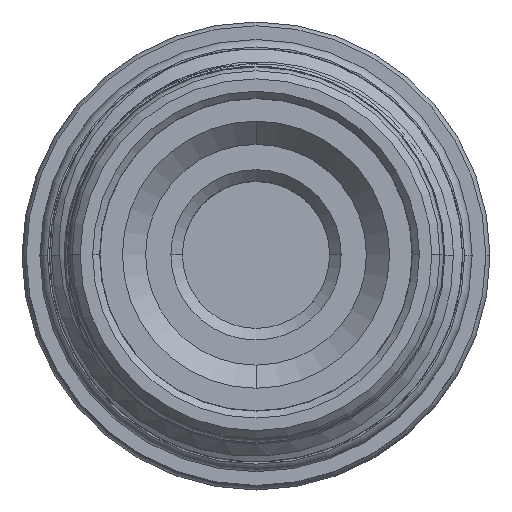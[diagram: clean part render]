
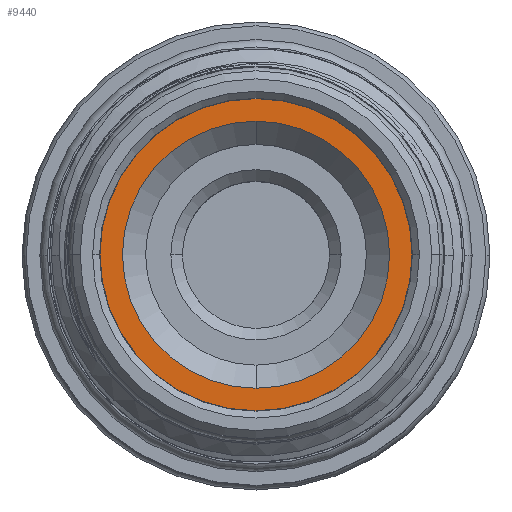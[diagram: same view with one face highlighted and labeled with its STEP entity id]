
A CAD part, top view. The second image highlights one B-rep face of the part: STEP entity #9440.
In plain terms, the highlighted planar face has unit normal (0, 0, 1).
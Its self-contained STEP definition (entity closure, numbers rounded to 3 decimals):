
#200 = DIRECTION ( 'NONE',  ( 0., 1., 0. ) ) ;
#1194 = ORIENTED_EDGE ( 'NONE', *, *, #23616, .T. ) ;
#1343 = DIRECTION ( 'NONE',  ( 0., 1., 0. ) ) ;
#5248 = ORIENTED_EDGE ( 'NONE', *, *, #8341, .F. ) ;
#6191 = DIRECTION ( 'NONE',  ( 0., 0., -1. ) ) ;
#6733 = VERTEX_POINT ( 'NONE', #17805 ) ;
#8341 = EDGE_CURVE ( 'NONE', #57614, #6733, #56145, .T. ) ;
#8534 = ORIENTED_EDGE ( 'NONE', *, *, #60534, .T. ) ;
#9440 = ADVANCED_FACE ( 'NONE', ( #34363, #15411 ), #39704, .F. ) ;
#11411 = CARTESIAN_POINT ( 'NONE',  ( 0., -13.47, 108.85 ) ) ;
#11493 = CARTESIAN_POINT ( 'NONE',  ( 0., 11.525, 108.85 ) ) ;
#15411 = FACE_OUTER_BOUND ( 'NONE', #41482, .T. ) ;
#16503 = AXIS2_PLACEMENT_3D ( 'NONE', #57025, #6191, #1343 ) ;
#17805 = CARTESIAN_POINT ( 'NONE',  ( 0., 13.47, 108.85 ) ) ;
#22101 = CIRCLE ( 'NONE', #64152, 11.525 ) ;
#22256 = CARTESIAN_POINT ( 'NONE',  ( 0., -11.525, 108.85 ) ) ;
#23616 = EDGE_CURVE ( 'NONE', #50177, #59195, #22101, .T. ) ;
#25945 = EDGE_LOOP ( 'NONE', ( #8534, #1194 ) ) ;
#26964 = DIRECTION ( 'NONE',  ( 0., 0., -1. ) ) ;
#28493 = DIRECTION ( 'NONE',  ( 0., 0., -1. ) ) ;
#29824 = CARTESIAN_POINT ( 'NONE',  ( 13.47, 0., 108.85 ) ) ;
#31020 = EDGE_CURVE ( 'NONE', #6733, #57614, #59834, .T. ) ;
#33857 = CIRCLE ( 'NONE', #16503, 11.525 ) ;
#34363 = FACE_BOUND ( 'NONE', #25945, .T. ) ;
#35460 = ORIENTED_EDGE ( 'NONE', *, *, #31020, .F. ) ;
#35485 = DIRECTION ( 'NONE',  ( 0., 1., 0. ) ) ;
#35652 = DIRECTION ( 'NONE',  ( 0., 0., -1. ) ) ;
#39387 = AXIS2_PLACEMENT_3D ( 'NONE', #29824, #60093, #35485 ) ;
#39704 = PLANE ( 'NONE',  #39387 ) ;
#41482 = EDGE_LOOP ( 'NONE', ( #35460, #5248 ) ) ;
#42776 = AXIS2_PLACEMENT_3D ( 'NONE', #45557, #35652, #200 ) ;
#43024 = CARTESIAN_POINT ( 'NONE',  ( 0., 0., 108.85 ) ) ;
#43105 = AXIS2_PLACEMENT_3D ( 'NONE', #43024, #26964, #62986 ) ;
#45557 = CARTESIAN_POINT ( 'NONE',  ( 0., 0., 108.85 ) ) ;
#50177 = VERTEX_POINT ( 'NONE', #11493 ) ;
#53292 = CARTESIAN_POINT ( 'NONE',  ( 0., 0., 108.85 ) ) ;
#56145 = CIRCLE ( 'NONE', #42776, 13.47 ) ;
#57025 = CARTESIAN_POINT ( 'NONE',  ( 0., 0., 108.85 ) ) ;
#57614 = VERTEX_POINT ( 'NONE', #11411 ) ;
#58326 = DIRECTION ( 'NONE',  ( 0., 1., 0. ) ) ;
#59195 = VERTEX_POINT ( 'NONE', #22256 ) ;
#59834 = CIRCLE ( 'NONE', #43105, 13.47 ) ;
#60093 = DIRECTION ( 'NONE',  ( 0., 0., -1. ) ) ;
#60534 = EDGE_CURVE ( 'NONE', #59195, #50177, #33857, .T. ) ;
#62986 = DIRECTION ( 'NONE',  ( 0., 1., 0. ) ) ;
#64152 = AXIS2_PLACEMENT_3D ( 'NONE', #53292, #28493, #58326 ) ;
